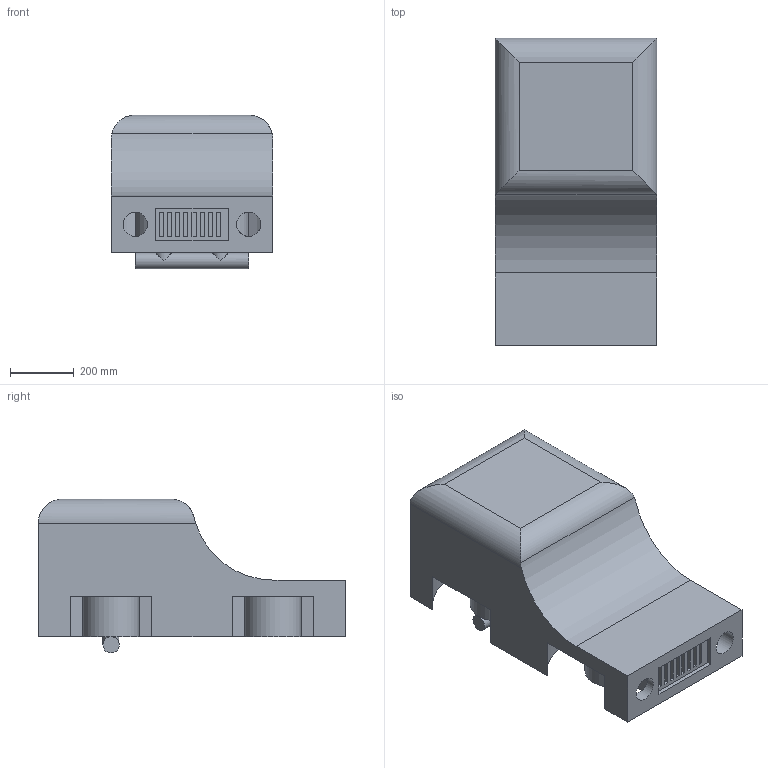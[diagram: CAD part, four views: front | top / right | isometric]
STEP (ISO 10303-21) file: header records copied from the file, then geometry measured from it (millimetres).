
FILE_DESCRIPTION(/* description */ (''),/* implementation_level */ '2;1');
FILE_NAME(/* name */ 'Chassis.step',/* time_stamp */ '2023-10-18T19:58:08-04:00',/* author */ (''),/* organization */ (''),/* preprocessor_version */ 'ST-DEVELOPER v20',/* originating_system */ 'Autodesk Translation Framework v12.14.0.127',/* authorisation */ '');
FILE_SCHEMA (('AUTOMOTIVE_DESIGN { 1 0 10303 214 3 1 1 }'));
Length unit declared in the file: inch
Products named in the file (1): Chassis
Bounding box: 508 x 965.2 x 482.84 mm (x, y, z)
Volume: 130702628.8 mm3; surface area: 2432286.4 mm2
Topology: 2 solids, 2 shells, 102 faces, 252 edges, 167 vertices
Faces by surface type: plane 76, cylinder 26
Full cylindrical faces by diameter (mm): 50.8 x3, 55.88 x4, 76.2 x2
Entity records: 3258 total; most frequent: CARTESIAN_POINT 666, DIRECTION 509, ORIENTED_EDGE 504, EDGE_CURVE 252, LINE 189, VECTOR 189, VERTEX_POINT 167, AXIS2_PLACEMENT_3D 160
